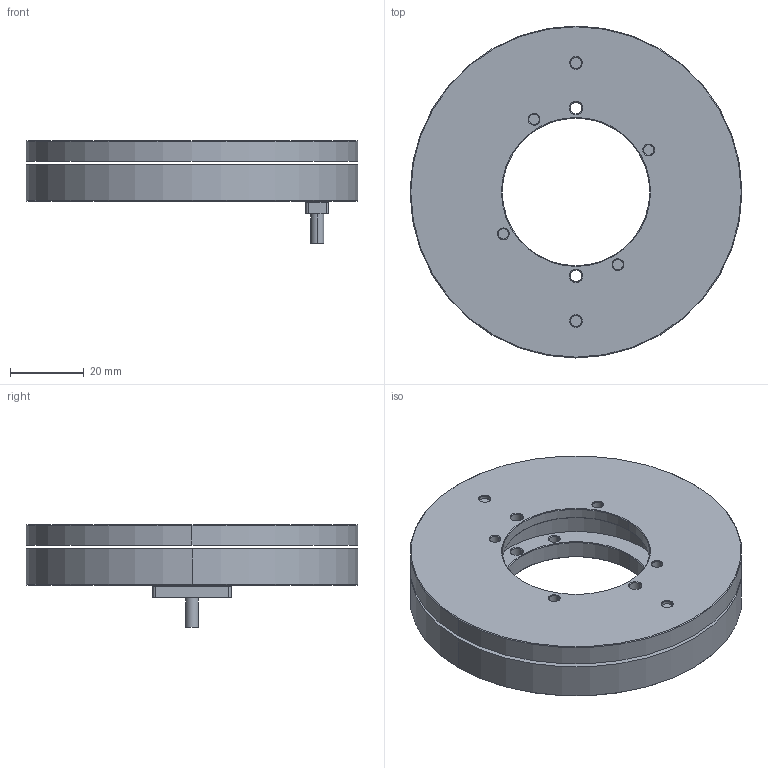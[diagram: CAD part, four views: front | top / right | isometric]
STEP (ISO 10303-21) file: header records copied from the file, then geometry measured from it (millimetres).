
FILE_DESCRIPTION (( 'STEP AP214' ), '1' );
FILE_NAME ('CAC90-20231214 掖堤盄.STEP', '2023-12-14T07:15:58', ( '' ), ( '' ), 'SwSTEP 2.0', 'SolidWorks 2018', '' );
FILE_SCHEMA (( 'AUTOMOTIVE_DESIGN' ));
Length unit declared in the file: millimetre
Products named in the file (1): CAC90-20231214 掖堤盄
Bounding box: 90 x 90 x 27.9 mm (x, y, z)
Volume: 72874.3 mm3; surface area: 27669 mm2
Topology: 3 solids, 3 shells, 1671 faces, 4654 edges, 3076 vertices
Faces by surface type: cylinder 836, plane 767, cone 68
Entity records: 72447 total; most frequent: DIRECTION 9734, CARTESIAN_POINT 9402, ORIENTED_EDGE 9308, EDGE_CURVE 4654, AXIS2_PLACEMENT_3D 3408, VERTEX_POINT 3076, LINE 2918, VECTOR 2918
